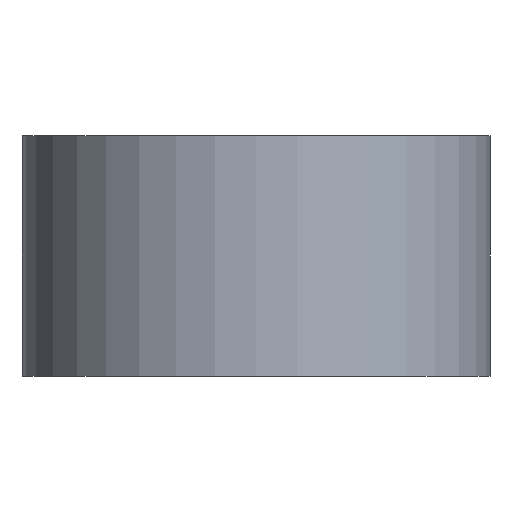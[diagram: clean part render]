
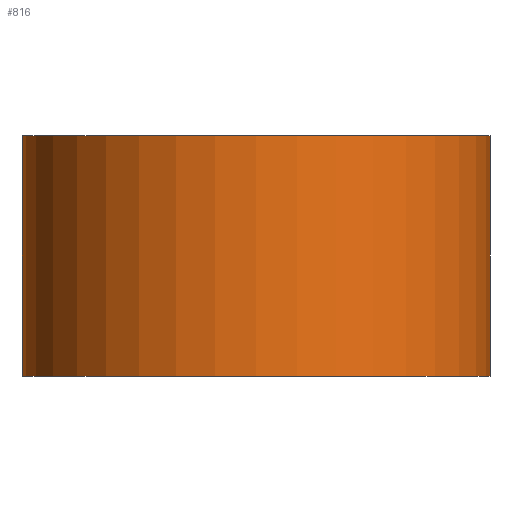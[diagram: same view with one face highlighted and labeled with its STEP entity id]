
A CAD part, front view. The second image highlights one B-rep face of the part: STEP entity #816.
In plain terms, the highlighted cylindrical face has radius 17.5 mm (diameter 35 mm), a partial arc.
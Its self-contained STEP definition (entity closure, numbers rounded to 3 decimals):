
#92=FACE_OUTER_BOUND('',#148,.T.);
#148=EDGE_LOOP('',(#749,#750,#751,#752));
#217=LINE('',#1393,#289);
#220=LINE('',#1398,#292);
#289=VECTOR('',#1156,10.);
#292=VECTOR('',#1163,10.);
#330=CIRCLE('',#910,17.5);
#332=CIRCLE('',#914,17.5);
#402=VERTEX_POINT('',#1370);
#403=VERTEX_POINT('',#1371);
#406=VERTEX_POINT('',#1380);
#407=VERTEX_POINT('',#1381);
#511=EDGE_CURVE('',#402,#403,#330,.T.);
#515=EDGE_CURVE('',#406,#407,#332,.T.);
#521=EDGE_CURVE('',#402,#407,#217,.T.);
#524=EDGE_CURVE('',#406,#403,#220,.T.);
#749=ORIENTED_EDGE('',*,*,#524,.T.);
#750=ORIENTED_EDGE('',*,*,#511,.F.);
#751=ORIENTED_EDGE('',*,*,#521,.T.);
#752=ORIENTED_EDGE('',*,*,#515,.F.);
#773=CYLINDRICAL_SURFACE('',#921,17.5);
#816=ADVANCED_FACE('',(#92),#773,.T.);
#910=AXIS2_PLACEMENT_3D('',#1372,#1133,#1134);
#914=AXIS2_PLACEMENT_3D('',#1382,#1143,#1144);
#921=AXIS2_PLACEMENT_3D('',#1399,#1164,#1165);
#1133=DIRECTION('center_axis',(0.,0.,1.));
#1134=DIRECTION('ref_axis',(-1.,0.,0.));
#1143=DIRECTION('center_axis',(0.,0.,-1.));
#1144=DIRECTION('ref_axis',(-1.,0.,0.));
#1156=DIRECTION('',(0.,0.,-1.));
#1163=DIRECTION('',(0.,0.,1.));
#1164=DIRECTION('center_axis',(0.,0.,1.));
#1165=DIRECTION('ref_axis',(-1.,0.,0.));
#1370=CARTESIAN_POINT('',(-17.493,0.,15.));
#1371=CARTESIAN_POINT('',(17.507,0.,15.));
#1372=CARTESIAN_POINT('Origin',(0.007,0.,15.));
#1380=CARTESIAN_POINT('',(17.507,0.,-3.));
#1381=CARTESIAN_POINT('',(-17.493,0.,-3.));
#1382=CARTESIAN_POINT('Origin',(0.007,0.,-3.));
#1393=CARTESIAN_POINT('',(-17.493,0.,0.));
#1398=CARTESIAN_POINT('',(17.507,0.,0.));
#1399=CARTESIAN_POINT('Origin',(0.007,0.,0.));
